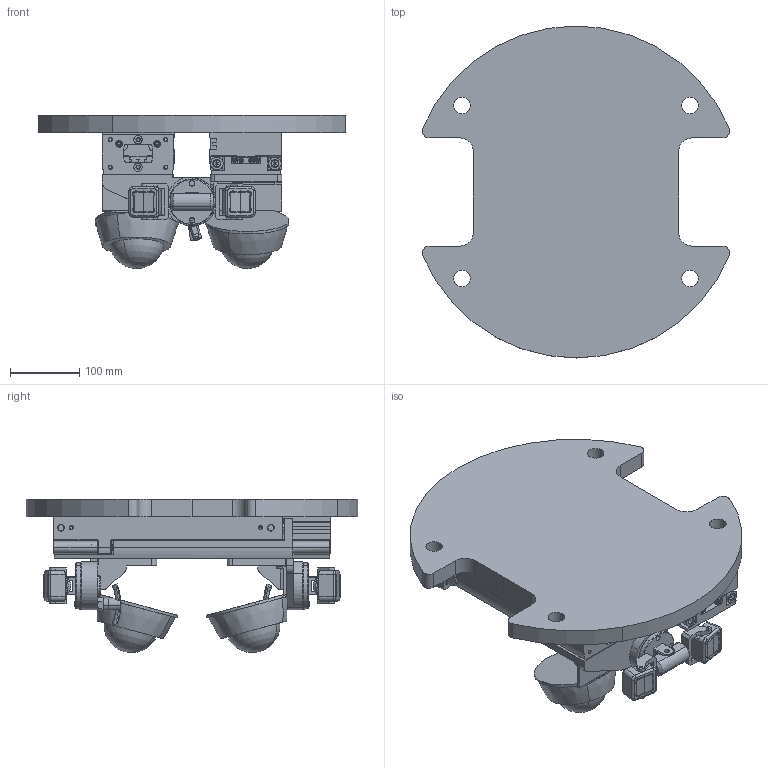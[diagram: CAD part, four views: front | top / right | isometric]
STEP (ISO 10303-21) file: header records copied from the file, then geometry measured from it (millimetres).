
FILE_DESCRIPTION(('CATIA V5 STEP Exchange'),'2;1');
FILE_NAME('SG UT modul V3R1.stp','2021-04-18T14:14:47+00:00',('none'),('none'),'CATIA Version 5 Release 17 (IN-10)','CATIA V5 STEP AP203','none');
FILE_SCHEMA(('CONFIG_CONTROL_DESIGN'));
Products named in the file (3): SG VELIKI SKLOP; 8085158 DGST-25-200-PA---(0-high); Indexing plunger GN 817.4-8-8-B (deactivated)
Assembly tree (13 placements, depth 3):
  SG VELIKI SKLOP
    #56
    8085158 DGST-25-200-PA---(0-high)  x2
      #20131
      #35359
      #36395
      #37252
    Indexing plunger GN 817.4-8-8-B (deactivated)  x2
      #71420
      #72834
Bounding box: 444.72 x 480 x 221.37 mm (x, y, z)
Volume: 8987660.1 mm3; surface area: 1348026.2 mm2
Topology: 43 solids, 43 shells, 3516 faces, 9812 edges, 6648 vertices
Faces by surface type: cylinder 1958, plane 1136, cone 256, torus 152, bspline 6, sphere 4, revolution 4
Entity records: 75175 total; most frequent: CARTESIAN_POINT 25575, ORIENTED_EDGE 11392, DIRECTION 8035, EDGE_CURVE 5696, VERTEX_POINT 3844, AXIS2_PLACEMENT_3D 3547, VECTOR 2676, LINE 2676
